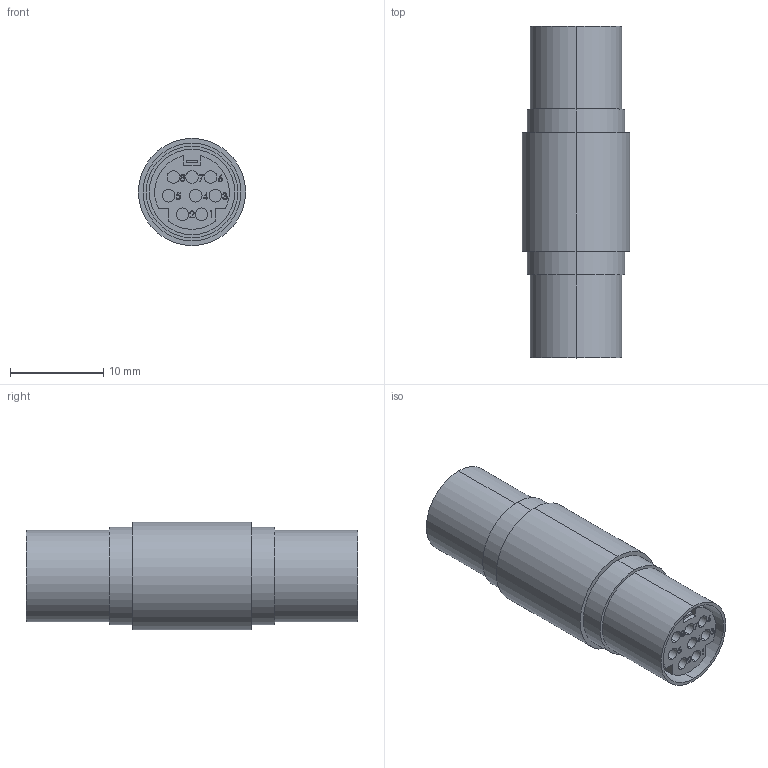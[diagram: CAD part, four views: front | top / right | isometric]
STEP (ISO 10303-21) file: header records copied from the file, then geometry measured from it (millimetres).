
FILE_DESCRIPTION (( 'STEP AP203' ), '1' );
FILE_NAME ('DMB538F.STEP', '2014-10-03T12:27:09', ( 'x' ), ( '' ), 'SwSTEP 2.0', 'SolidWorks 2014', '' );
FILE_SCHEMA (( 'CONFIG_CONTROL_DESIGN' ));
Length unit declared in the file: inch
Products named in the file (3): 3AB10-012; MD88FF-MA2; DMB538F
Assembly tree (2 placements, depth 2):
  DMB538F
    3AB10-012
    MD88FF-MA2
Bounding box: 11.48 x 35.56 x 11.48 mm (x, y, z)
Volume: 2473.1 mm3; surface area: 4370.9 mm2
Topology: 2 solids, 2 shells, 320 faces, 804 edges, 536 vertices
Faces by surface type: plane 160, bspline 108, cylinder 52
Entity records: 15651 total; most frequent: CARTESIAN_POINT 8285, ORIENTED_EDGE 1608, DIRECTION 1126, EDGE_CURVE 804, VERTEX_POINT 536, VECTOR 484, LINE 484, EDGE_LOOP 370
